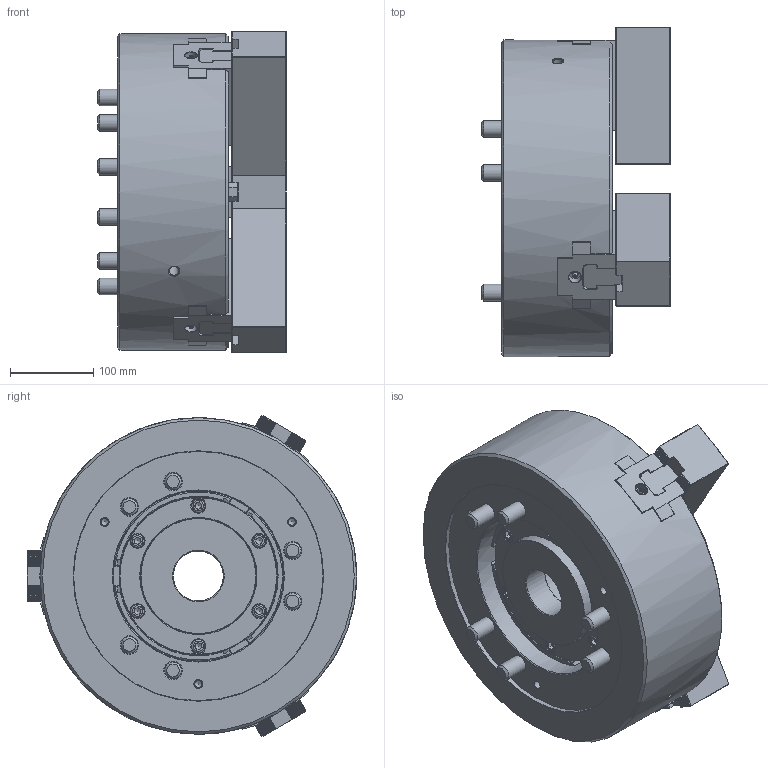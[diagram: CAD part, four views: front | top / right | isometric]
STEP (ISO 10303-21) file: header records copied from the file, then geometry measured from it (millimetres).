
FILE_DESCRIPTION(/* description */ ('Unknown'),/* implementation_level */ '2;1');
FILE_NAME(/* name */ 'B15 SOLID',/* time_stamp */ '2018-04-23T14:17:27+01:00',/* author */ ('Unknown'),/* organization */ ('Unknown'),/* preprocessor_version */ 'ST-DEVELOPER v16.7',/* originating_system */ 'DEX',/* authorisation */ $);
FILE_SCHEMA (('AUTOMOTIVE_DESIGN {1 0 10303 214 3 1 1}'));
Products named in the file (1): Part2
Bounding box: 227.2 x 396.25 x 386.77 mm (x, y, z)
Volume: 14496398 mm3; surface area: 1096783.8 mm2
Topology: 1 solids, 32 shells, 5125 faces, 18285 edges, 11443 vertices
Faces by surface type: plane 4412, cylinder 318, cone 293, bspline 54, torus 42, sphere 6
Full cylindrical faces by diameter (mm): 1.5 x3, 1.9 x3, 4.917 x6, 5 x22, 5.188 x3, 6 x20, 6.6 x6, 8.376 x9, 10 x21, 11 x12, 12 x2, 12.5 x2, 15 x3, 16 x6, 17 x6, 20 x18, 21 x12, 30 x12, 32 x12, 60 x1, 117.5 x1, 123.5 x2, 131 x1, 137 x1, 137.5 x1, 139 x2, 148 x1, 189.7 x1, 205 x1, 300 x1
Entity records: 191128 total; most frequent: CARTESIAN_POINT 35774, ORIENTED_EDGE 35372, DIRECTION 29031, EDGE_CURVE 17686, LINE 15965, VECTOR 15965, VERTEX_POINT 11305, AXIS2_PLACEMENT_3D 6533
